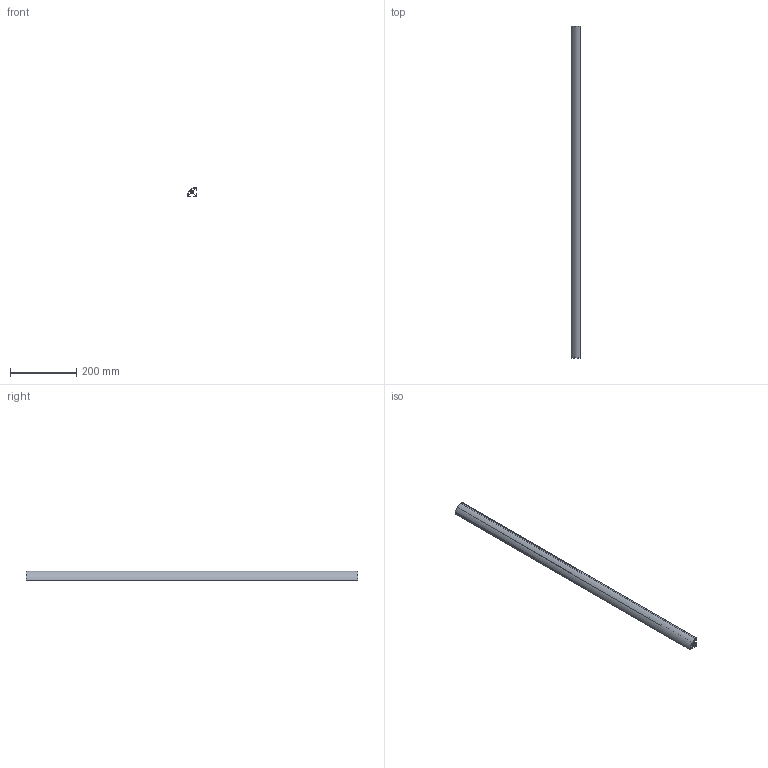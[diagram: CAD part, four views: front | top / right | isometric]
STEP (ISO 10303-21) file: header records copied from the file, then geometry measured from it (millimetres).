
FILE_DESCRIPTION((''),'2;1');
FILE_NAME('AR3736.stp','2018-05-21T15:40:54',('Konstruktor II'),(''),'Autodesk Inventor 2013','Autodesk Inventor 2013','');
FILE_SCHEMA(('AUTOMOTIVE_DESIGN { 1 0 10303 214 1 1 1 1 }'));
Length unit declared in the file: millimetre
Products named in the file (1): AR3736
Bounding box: 29.92 x 1000 x 29.92 mm (x, y, z)
Volume: 290757.9 mm3; surface area: 294730.4 mm2
Topology: 1 solids, 1 shells, 63 faces, 183 edges, 122 vertices
Faces by surface type: plane 56, cylinder 7
Full cylindrical faces by diameter (mm): 6.6 x1
Entity records: 2096 total; most frequent: CARTESIAN_POINT 368, ORIENTED_EDGE 364, DIRECTION 324, EDGE_CURVE 182, VECTOR 168, LINE 168, VERTEX_POINT 122, AXIS2_PLACEMENT_3D 78
